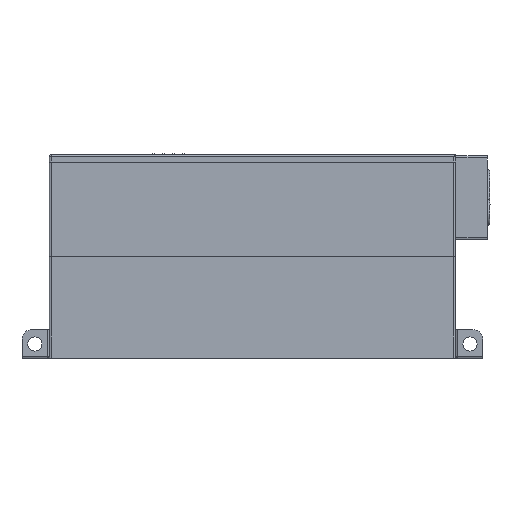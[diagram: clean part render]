
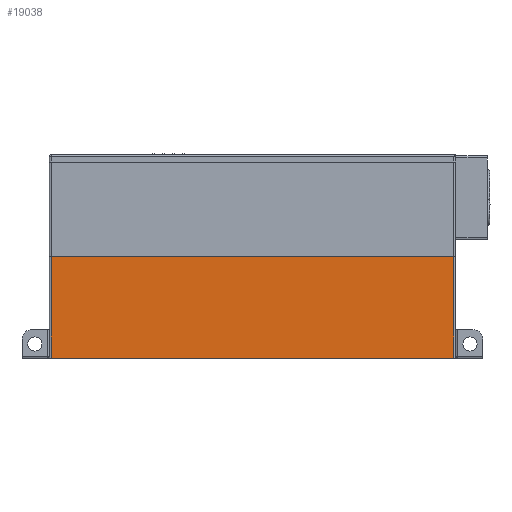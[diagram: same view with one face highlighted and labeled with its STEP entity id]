
A CAD part, left-side view. The second image highlights one B-rep face of the part: STEP entity #19038.
In plain terms, the highlighted planar face has unit normal (-1, 0, 0).
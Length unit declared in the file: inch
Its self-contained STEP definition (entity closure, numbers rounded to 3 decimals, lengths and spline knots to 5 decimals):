
#3551 = PLANE ( 'NONE',  #5815 ) ;
#5815 = AXIS2_PLACEMENT_3D ( 'NONE', #49931, #24705, #54139 ) ;
#6198 = LINE ( 'NONE', #44239, #16112 ) ;
#8310 = LINE ( 'NONE', #35910, #18206 ) ;
#10046 = FACE_OUTER_BOUND ( 'NONE', #45592, .T. ) ;
#14523 = CARTESIAN_POINT ( 'NONE',  ( -7.285, -10.135, 0.11 ) ) ;
#16112 = VECTOR ( 'NONE', #48511, 39.37008 ) ;
#17482 = EDGE_CURVE ( 'NONE', #20964, #34544, #45210, .T. ) ;
#18206 = VECTOR ( 'NONE', #40098, 39.37008 ) ;
#19038 = ADVANCED_FACE ( 'NONE', ( #10046 ), #3551, .F. ) ;
#19134 = CARTESIAN_POINT ( 'NONE',  ( -7.285, 10.135, -5. ) ) ;
#20925 = EDGE_CURVE ( 'NONE', #53525, #20964, #8310, .T. ) ;
#20964 = VERTEX_POINT ( 'NONE', #19134 ) ;
#21472 = EDGE_CURVE ( 'NONE', #34544, #43658, #6198, .T. ) ;
#22845 = VECTOR ( 'NONE', #51894, 39.37008 ) ;
#23010 = DIRECTION ( 'NONE',  ( 0., 1., 0. ) ) ;
#24398 = EDGE_CURVE ( 'NONE', #43658, #53525, #37904, .T. ) ;
#24705 = DIRECTION ( 'NONE',  ( 1., 0., 0. ) ) ;
#26701 = VECTOR ( 'NONE', #23010, 39.37008 ) ;
#28199 = ORIENTED_EDGE ( 'NONE', *, *, #17482, .T. ) ;
#29764 = ORIENTED_EDGE ( 'NONE', *, *, #21472, .T. ) ;
#34544 = VERTEX_POINT ( 'NONE', #35371 ) ;
#35362 = CARTESIAN_POINT ( 'NONE',  ( -7.285, 11.595, 0.11 ) ) ;
#35371 = CARTESIAN_POINT ( 'NONE',  ( -7.285, -10.135, -5. ) ) ;
#35910 = CARTESIAN_POINT ( 'NONE',  ( -7.285, 10.135, -5. ) ) ;
#36199 = CARTESIAN_POINT ( 'NONE',  ( -7.285, 10.135, 0.11 ) ) ;
#37904 = LINE ( 'NONE', #35362, #26701 ) ;
#40098 = DIRECTION ( 'NONE',  ( 0., 0., -1. ) ) ;
#43658 = VERTEX_POINT ( 'NONE', #14523 ) ;
#44239 = CARTESIAN_POINT ( 'NONE',  ( -7.285, -10.135, 5.24 ) ) ;
#44539 = ORIENTED_EDGE ( 'NONE', *, *, #20925, .T. ) ;
#45210 = LINE ( 'NONE', #47645, #22845 ) ;
#45592 = EDGE_LOOP ( 'NONE', ( #29764, #46137, #44539, #28199 ) ) ;
#46137 = ORIENTED_EDGE ( 'NONE', *, *, #24398, .T. ) ;
#47645 = CARTESIAN_POINT ( 'NONE',  ( -7.285, 11.595, -5. ) ) ;
#48511 = DIRECTION ( 'NONE',  ( 0., 0., 1. ) ) ;
#49931 = CARTESIAN_POINT ( 'NONE',  ( -7.285, 11.595, -5. ) ) ;
#51894 = DIRECTION ( 'NONE',  ( 0., -1., 0. ) ) ;
#53525 = VERTEX_POINT ( 'NONE', #36199 ) ;
#54139 = DIRECTION ( 'NONE',  ( 0., 0., -1. ) ) ;
